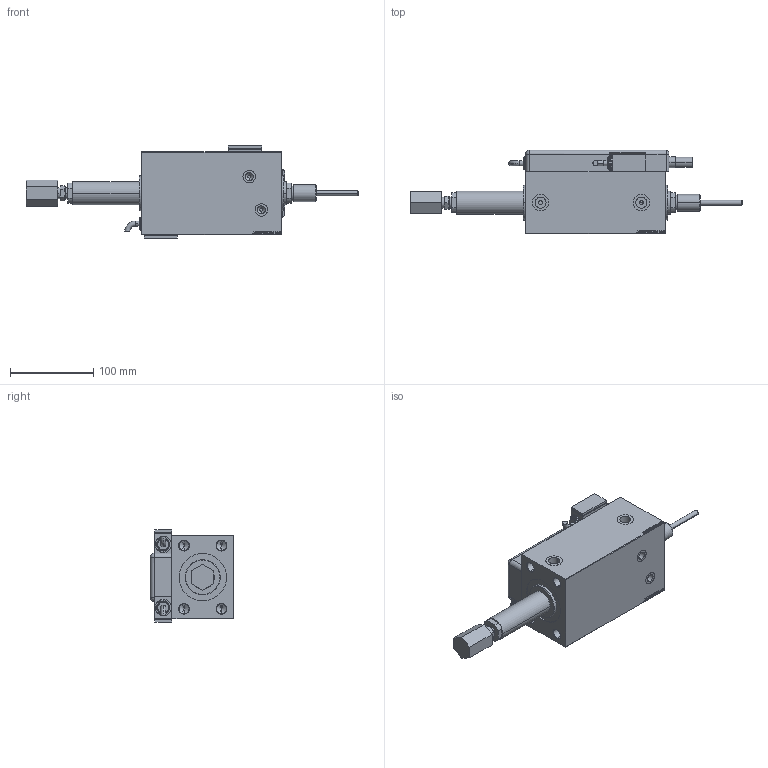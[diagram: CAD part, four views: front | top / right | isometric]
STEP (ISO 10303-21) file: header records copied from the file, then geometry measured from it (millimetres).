
FILE_DESCRIPTION (( 'STEP AP203' ), '1' );
FILE_NAME ('434d.STEP', '2023-04-05T10:57:43', ( '' ), ( '' ), 'SwSTEP 2.0', 'SolidWorks 2019', '' );
FILE_SCHEMA (( 'CONFIG_CONTROL_DESIGN' ));
Length unit declared in the file: millimetre
Products named in the file (11): 434d; V450DCP_B_Body 48fe1f8be00c2c68cfd4b9210e6d6cd4; V450DCP_B_RodCooling_ACCESSORIES 48fe1f8be00c2c68cfd4b9210e6d6cd4; V450DCP_B_VCP 48fe1f8be00c2c68cfd4b9210e6d6cd4; SWITCH Q 48fe1f8be00c2c68cfd4b9210e6d6cd4; KRYT 48fe1f8be00c2c68cfd4b9210e6d6cd4; TYC 48fe1f8be00c2c68cfd4b9210e6d6cd4; MAGNETIC SWITCH Q 48fe1f8be00c2c68cfd4b9210e6d6cd4; SWITCH_Q_FRONT_BACK 48fe1f8be00c2c68cfd4b9210e6d6cd4; V450DCP_VC_B 48fe1f8be00c2c68cfd4b9210e6d6cd4; V450CP_MALE_METRIC 48fe1f8be00c2c68cfd4b9210e6d6cd4
Assembly tree (11 placements, depth 3):
  434d
    V450DCP_B_Body 48fe1f8be00c2c68cfd4b9210e6d6cd4
    V450DCP_B_VCP 48fe1f8be00c2c68cfd4b9210e6d6cd4
    V450DCP_VC_B 48fe1f8be00c2c68cfd4b9210e6d6cd4
    V450DCP_B_RodCooling_ACCESSORIES 48fe1f8be00c2c68cfd4b9210e6d6cd4
    MAGNETIC SWITCH Q 48fe1f8be00c2c68cfd4b9210e6d6cd4
      SWITCH_Q_FRONT_BACK 48fe1f8be00c2c68cfd4b9210e6d6cd4
      TYC 48fe1f8be00c2c68cfd4b9210e6d6cd4
      KRYT 48fe1f8be00c2c68cfd4b9210e6d6cd4
      SWITCH Q 48fe1f8be00c2c68cfd4b9210e6d6cd4  x2
    V450CP_MALE_METRIC 48fe1f8be00c2c68cfd4b9210e6d6cd4
Bounding box: 399.2 x 100.8 x 111 mm (x, y, z)
Volume: 1379356.1 mm3; surface area: 236464.8 mm2
Topology: 11 solids, 11 shells, 1322 faces, 3322 edges, 2170 vertices
Faces by surface type: plane 618, bspline 471, cylinder 141, cone 68, torus 22, sphere 2
Entity records: 61431 total; most frequent: CARTESIAN_POINT 32492, ORIENTED_EDGE 6420, DIRECTION 4244, EDGE_CURVE 3210, VERTEX_POINT 2110, LINE 1892, VECTOR 1892, EDGE_LOOP 1460
